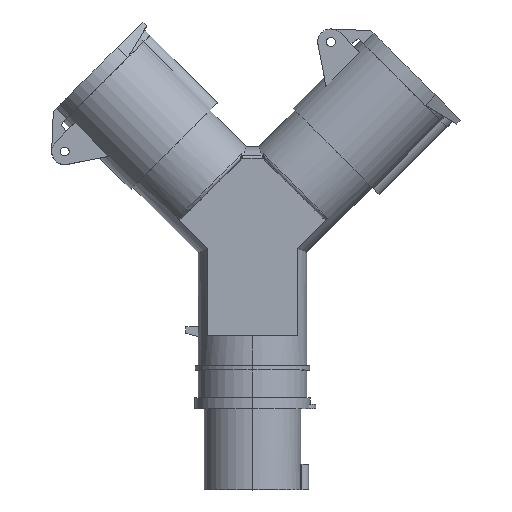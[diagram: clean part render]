
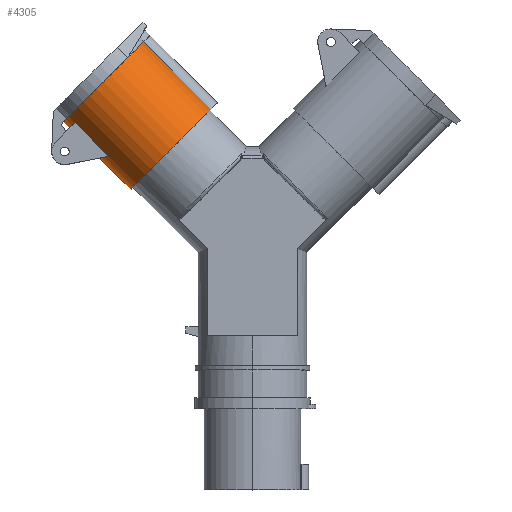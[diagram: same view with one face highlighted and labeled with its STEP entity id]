
A CAD part, top view. The second image highlights one B-rep face of the part: STEP entity #4305.
In plain terms, the highlighted cylindrical face has radius 25.75 mm (diameter 51.5 mm), a partial arc.
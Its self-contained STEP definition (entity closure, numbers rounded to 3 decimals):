
#107 = VERTEX_POINT ( 'NONE', #1816 ) ;
#141 = CARTESIAN_POINT ( 'NONE',  ( -69.595, 150.328, 0. ) ) ;
#172 = CIRCLE ( 'NONE', #4311, 25.75 ) ;
#183 = DIRECTION ( 'NONE',  ( -0.707, 0.707, 0. ) ) ;
#235 = ORIENTED_EDGE ( 'NONE', *, *, #631, .F. ) ;
#261 = EDGE_CURVE ( 'NONE', #6696, #4024, #834, .T. ) ;
#293 = AXIS2_PLACEMENT_3D ( 'NONE', #4646, #867, #1343 ) ;
#434 = CARTESIAN_POINT ( 'NONE',  ( -68.741, 149.473, 0. ) ) ;
#500 = CARTESIAN_POINT ( 'NONE',  ( -49.139, 201.862, 5.5 ) ) ;
#568 = DIRECTION ( 'NONE',  ( -0.707, 0.707, 0. ) ) ;
#584 = VERTEX_POINT ( 'NONE', #141 ) ;
#587 = ORIENTED_EDGE ( 'NONE', *, *, #3370, .F. ) ;
#631 = EDGE_CURVE ( 'NONE', #107, #6774, #3125, .T. ) ;
#701 = CARTESIAN_POINT ( 'NONE',  ( -54.729, 135.461, 0. ) ) ;
#762 = EDGE_LOOP ( 'NONE', ( #2385, #4977, #1406, #2307, #587, #1403, #2555, #5761, #235, #844 ) ) ;
#834 = CIRCLE ( 'NONE', #2431, 25.75 ) ;
#844 = ORIENTED_EDGE ( 'NONE', *, *, #971, .T. ) ;
#867 = DIRECTION ( 'NONE',  ( -0.707, 0.707, 0. ) ) ;
#920 = VERTEX_POINT ( 'NONE', #500 ) ;
#968 = CARTESIAN_POINT ( 'NONE',  ( -54.729, 135.461, 0. ) ) ;
#971 = EDGE_CURVE ( 'NONE', #107, #1043, #3607, .T. ) ;
#983 = CARTESIAN_POINT ( 'NONE',  ( -66.926, 184.075, 0. ) ) ;
#1043 = VERTEX_POINT ( 'NONE', #434 ) ;
#1068 = EDGE_CURVE ( 'NONE', #5854, #920, #6144, .T. ) ;
#1086 = CARTESIAN_POINT ( 'NONE',  ( -69.595, 150.328, 3.446 ) ) ;
#1142 = VECTOR ( 'NONE', #2562, 1000. ) ;
#1213 = EDGE_CURVE ( 'NONE', #6696, #1043, #2412, .T. ) ;
#1343 = DIRECTION ( 'NONE',  ( -0.707, -0.707, 0. ) ) ;
#1403 = ORIENTED_EDGE ( 'NONE', *, *, #6536, .F. ) ;
#1406 = ORIENTED_EDGE ( 'NONE', *, *, #6890, .T. ) ;
#1415 = CARTESIAN_POINT ( 'NONE',  ( -18.733, 171.457, 5.5 ) ) ;
#1440 = FACE_OUTER_BOUND ( 'NONE', #762, .T. ) ;
#1526 = DIRECTION ( 'NONE',  ( -0.707, 0.707, 0. ) ) ;
#1537 = DIRECTION ( 'NONE',  ( -0.707, -0.707, 0. ) ) ;
#1631 = CARTESIAN_POINT ( 'NONE',  ( -67.373, 149.734, 8.843 ) ) ;
#1816 = CARTESIAN_POINT ( 'NONE',  ( -64.73, 150.24, 12.75 ) ) ;
#1968 = DIRECTION ( 'NONE',  ( -0.707, 0.707, 0. ) ) ;
#2181 = CARTESIAN_POINT ( 'NONE',  ( -18.733, 171.457, 5.5 ) ) ;
#2260 = CARTESIAN_POINT ( 'NONE',  ( -85.134, 165.867, 0. ) ) ;
#2271 = DIRECTION ( 'NONE',  ( -0.707, 0.707, 0. ) ) ;
#2307 = ORIENTED_EDGE ( 'NONE', *, *, #1068, .F. ) ;
#2385 = ORIENTED_EDGE ( 'NONE', *, *, #1213, .F. ) ;
#2400 = EDGE_CURVE ( 'NONE', #4879, #6774, #172, .T. ) ;
#2412 = LINE ( 'NONE', #4697, #3679 ) ;
#2431 = AXIS2_PLACEMENT_3D ( 'NONE', #3788, #568, #4336 ) ;
#2555 = ORIENTED_EDGE ( 'NONE', *, *, #6166, .T. ) ;
#2562 = DIRECTION ( 'NONE',  ( -0.707, 0.707, 0. ) ) ;
#2899 = CARTESIAN_POINT ( 'NONE',  ( -79.917, 165.427, 12.75 ) ) ;
#3125 = LINE ( 'NONE', #6096, #5817 ) ;
#3370 = EDGE_CURVE ( 'NONE', #584, #5854, #6191, .T. ) ;
#3596 = CARTESIAN_POINT ( 'NONE',  ( -68.741, 149.473, 0. ) ) ;
#3607 =( BOUNDED_CURVE ( )  B_SPLINE_CURVE ( 3, ( #5377, #1631, #6831, #3596 ),
 .UNSPECIFIED., .F., .T. ) 
 B_SPLINE_CURVE_WITH_KNOTS ( ( 4, 4 ),
 ( 5.765, 6.283 ),
 .UNSPECIFIED. ) 
 CURVE ( )  GEOMETRIC_REPRESENTATION_ITEM ( )  RATIONAL_B_SPLINE_CURVE ( ( 1., 0.978, 0.978, 1. ) ) 
 REPRESENTATION_ITEM ( '' )  );
#3679 = VECTOR ( 'NONE', #6322, 1000. ) ;
#3788 = CARTESIAN_POINT ( 'NONE',  ( -36.521, 153.669, 0. ) ) ;
#3936 = AXIS2_PLACEMENT_3D ( 'NONE', #983, #4761, #1537 ) ;
#4024 = VERTEX_POINT ( 'NONE', #2181 ) ;
#4145 = CYLINDRICAL_SURFACE ( 'NONE', #293, 25.75 ) ;
#4228 = LINE ( 'NONE', #1415, #6934 ) ;
#4305 = ADVANCED_FACE ( 'NONE', ( #1440 ), #4145, .T. ) ;
#4311 = AXIS2_PLACEMENT_3D ( 'NONE', #5501, #2271, #6055 ) ;
#4336 = DIRECTION ( 'NONE',  ( -0.707, -0.707, 0. ) ) ;
#4437 = VECTOR ( 'NONE', #1526, 1000. ) ;
#4484 = CARTESIAN_POINT ( 'NONE',  ( -67.196, 150.786, 10. ) ) ;
#4646 = CARTESIAN_POINT ( 'NONE',  ( -36.521, 153.669, 0. ) ) ;
#4697 = CARTESIAN_POINT ( 'NONE',  ( -54.729, 135.461, 0. ) ) ;
#4761 = DIRECTION ( 'NONE',  ( -0.707, 0.707, 0. ) ) ;
#4849 = CARTESIAN_POINT ( 'NONE',  ( -69.595, 150.328, 0. ) ) ;
#4879 = VERTEX_POINT ( 'NONE', #6644 ) ;
#4977 = ORIENTED_EDGE ( 'NONE', *, *, #261, .T. ) ;
#5377 = CARTESIAN_POINT ( 'NONE',  ( -64.73, 150.24, 12.75 ) ) ;
#5501 = CARTESIAN_POINT ( 'NONE',  ( -64.098, 181.246, 0. ) ) ;
#5761 = ORIENTED_EDGE ( 'NONE', *, *, #2400, .T. ) ;
#5785 = CARTESIAN_POINT ( 'NONE',  ( -50.066, 133.657, 10. ) ) ;
#5817 = VECTOR ( 'NONE', #183, 1000. ) ;
#5854 = VERTEX_POINT ( 'NONE', #2260 ) ;
#5919 = VERTEX_POINT ( 'NONE', #4484 ) ;
#5952 =( BOUNDED_CURVE ( )  B_SPLINE_CURVE ( 3, ( #6442, #6398, #1086, #4849 ),
 .UNSPECIFIED., .F., .F. ) 
 B_SPLINE_CURVE_WITH_KNOTS ( ( 4, 4 ),
 ( 5.884, 6.283 ),
 .UNSPECIFIED. ) 
 CURVE ( )  GEOMETRIC_REPRESENTATION_ITEM ( )  RATIONAL_B_SPLINE_CURVE ( ( 1., 0.987, 0.987, 1. ) ) 
 REPRESENTATION_ITEM ( '' )  );
#6055 = DIRECTION ( 'NONE',  ( 0.707, 0.707, 0. ) ) ;
#6096 = CARTESIAN_POINT ( 'NONE',  ( -52.34, 137.85, 12.75 ) ) ;
#6144 = CIRCLE ( 'NONE', #3936, 25.75 ) ;
#6166 = EDGE_CURVE ( 'NONE', #5919, #4879, #6533, .T. ) ;
#6191 = LINE ( 'NONE', #968, #4437 ) ;
#6322 = DIRECTION ( 'NONE',  ( -0.707, 0.707, 0. ) ) ;
#6398 = CARTESIAN_POINT ( 'NONE',  ( -68.785, 150.483, 6.824 ) ) ;
#6442 = CARTESIAN_POINT ( 'NONE',  ( -67.196, 150.786, 10. ) ) ;
#6533 = LINE ( 'NONE', #5785, #1142 ) ;
#6536 = EDGE_CURVE ( 'NONE', #5919, #584, #5952, .T. ) ;
#6644 = CARTESIAN_POINT ( 'NONE',  ( -80.877, 164.467, 10. ) ) ;
#6696 = VERTEX_POINT ( 'NONE', #701 ) ;
#6774 = VERTEX_POINT ( 'NONE', #2899 ) ;
#6831 = CARTESIAN_POINT ( 'NONE',  ( -68.741, 149.473, 4.497 ) ) ;
#6890 = EDGE_CURVE ( 'NONE', #4024, #920, #4228, .T. ) ;
#6934 = VECTOR ( 'NONE', #1968, 1000. ) ;
